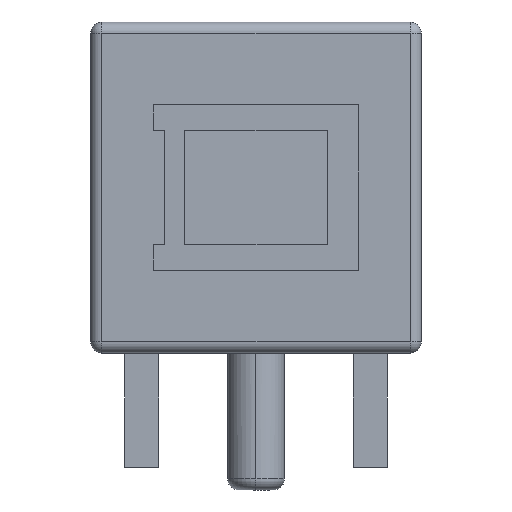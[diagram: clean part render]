
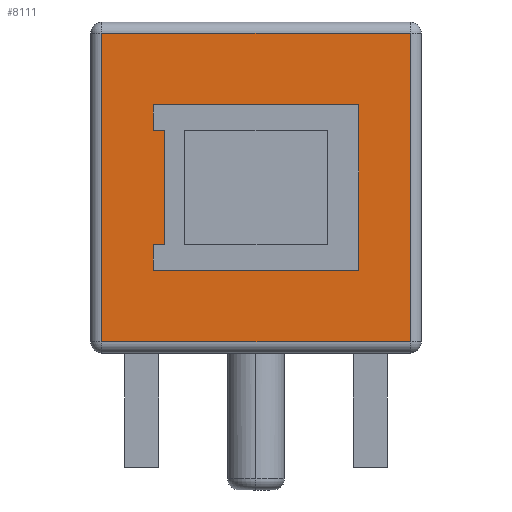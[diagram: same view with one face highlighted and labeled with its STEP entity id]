
A CAD part, front view. The second image highlights one B-rep face of the part: STEP entity #8111.
In plain terms, the highlighted planar face has unit normal (0, -1, 0).
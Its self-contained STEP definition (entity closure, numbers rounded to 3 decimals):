
#941 = FACE_OUTER_BOUND ( 'NONE', #1476, .T. ) ;
#1476 = EDGE_LOOP ( 'NONE', ( #3936, #18245, #5955, #4807 ) ) ;
#2725 = CARTESIAN_POINT ( 'NONE',  ( -2.7, -2.55, 5.6 ) ) ;
#3030 = VERTEX_POINT ( 'NONE', #4680 ) ;
#3873 = DIRECTION ( 'NONE',  ( 0., -1., 0. ) ) ;
#3936 = ORIENTED_EDGE ( 'NONE', *, *, #8145, .T. ) ;
#4075 = PLANE ( 'NONE',  #18795 ) ;
#4422 = LINE ( 'NONE', #13606, #10479 ) ;
#4680 = CARTESIAN_POINT ( 'NONE',  ( 2.7, -2.55, 5.6 ) ) ;
#4807 = ORIENTED_EDGE ( 'NONE', *, *, #18554, .T. ) ;
#5955 = ORIENTED_EDGE ( 'NONE', *, *, #17113, .T. ) ;
#6118 = DIRECTION ( 'NONE',  ( 0., 0., 1. ) ) ;
#6505 = VERTEX_POINT ( 'NONE', #10010 ) ;
#7599 = LINE ( 'NONE', #18265, #11746 ) ;
#8111 = ADVANCED_FACE ( 'NONE', ( #941 ), #4075, .T. ) ;
#8145 = EDGE_CURVE ( 'NONE', #19226, #6505, #7599, .T. ) ;
#8748 = CARTESIAN_POINT ( 'NONE',  ( -2.9, -2.55, 5.6 ) ) ;
#9901 = VECTOR ( 'NONE', #16425, 1000. ) ;
#10010 = CARTESIAN_POINT ( 'NONE',  ( 2.7, -2.55, 0.2 ) ) ;
#10479 = VECTOR ( 'NONE', #6118, 1000. ) ;
#11017 = CARTESIAN_POINT ( 'NONE',  ( -2.7, -2.55, 0.2 ) ) ;
#11059 = VERTEX_POINT ( 'NONE', #2725 ) ;
#11575 = CARTESIAN_POINT ( 'NONE',  ( 0., -2.55, 2.9 ) ) ;
#11746 = VECTOR ( 'NONE', #19800, 1000. ) ;
#12666 = VECTOR ( 'NONE', #15416, 1000. ) ;
#13606 = CARTESIAN_POINT ( 'NONE',  ( 2.7, -2.55, 5.8 ) ) ;
#13692 = EDGE_CURVE ( 'NONE', #6505, #3030, #4422, .T. ) ;
#13722 = LINE ( 'NONE', #8748, #9901 ) ;
#15416 = DIRECTION ( 'NONE',  ( 0., 0., -1. ) ) ;
#16409 = LINE ( 'NONE', #18603, #12666 ) ;
#16425 = DIRECTION ( 'NONE',  ( -1., 0., 0. ) ) ;
#17113 = EDGE_CURVE ( 'NONE', #3030, #11059, #13722, .T. ) ;
#17986 = DIRECTION ( 'NONE',  ( -1., 0., 0. ) ) ;
#18245 = ORIENTED_EDGE ( 'NONE', *, *, #13692, .T. ) ;
#18265 = CARTESIAN_POINT ( 'NONE',  ( 2.9, -2.55, 0.2 ) ) ;
#18554 = EDGE_CURVE ( 'NONE', #11059, #19226, #16409, .T. ) ;
#18603 = CARTESIAN_POINT ( 'NONE',  ( -2.7, -2.55, 0. ) ) ;
#18795 = AXIS2_PLACEMENT_3D ( 'NONE', #11575, #3873, #17986 ) ;
#19226 = VERTEX_POINT ( 'NONE', #11017 ) ;
#19800 = DIRECTION ( 'NONE',  ( 1., 0., 0. ) ) ;
